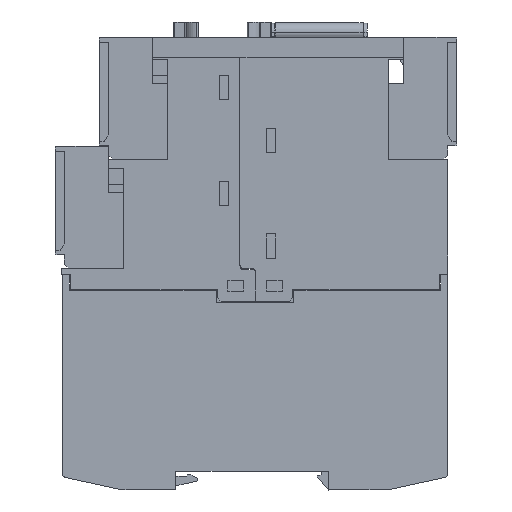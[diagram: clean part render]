
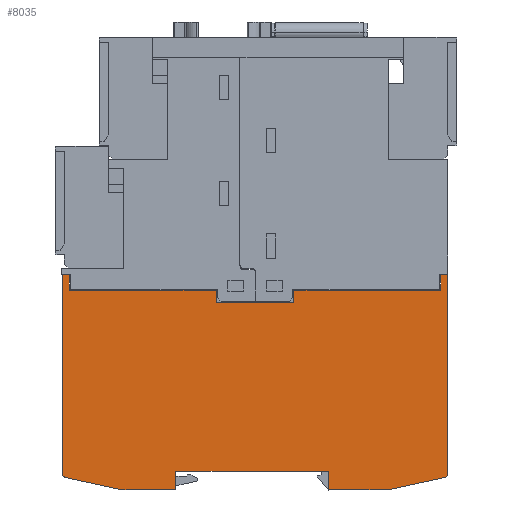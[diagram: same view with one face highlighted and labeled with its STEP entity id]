
A CAD part, left-side view. The second image highlights one B-rep face of the part: STEP entity #8035.
In plain terms, the highlighted planar face has unit normal (-1, 0, 0).
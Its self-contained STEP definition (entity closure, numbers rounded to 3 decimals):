
#8035=ADVANCED_FACE('',(#16648),#16649,.F.);
#16648=FACE_OUTER_BOUND('',#25648,.T.);
#16649=PLANE('',#25649);
#25648=EDGE_LOOP('',(#51179,#51180,#51181,#51182,#51183,#51184,#51185,#51186,#51187,#51188,#51189,#51190,#51191,#51192,#51193,#51194,#51195,#51196,#51197,#51198,#51199,#51200));
#25649=AXIS2_PLACEMENT_3D('',#51201,#51202,#51203);
#51179=ORIENTED_EDGE('',*,*,#61241,.T.);
#51180=ORIENTED_EDGE('',*,*,#64461,.T.);
#51181=ORIENTED_EDGE('',*,*,#64465,.T.);
#51182=ORIENTED_EDGE('',*,*,#64468,.T.);
#51183=ORIENTED_EDGE('',*,*,#64472,.T.);
#51184=ORIENTED_EDGE('',*,*,#64475,.T.);
#51185=ORIENTED_EDGE('',*,*,#64477,.T.);
#51186=ORIENTED_EDGE('',*,*,#64297,.T.);
#51187=ORIENTED_EDGE('',*,*,#64481,.T.);
#51188=ORIENTED_EDGE('',*,*,#64484,.T.);
#51189=ORIENTED_EDGE('',*,*,#61701,.T.);
#51190=ORIENTED_EDGE('',*,*,#64488,.T.);
#51191=ORIENTED_EDGE('',*,*,#64492,.F.);
#51192=ORIENTED_EDGE('',*,*,#64496,.T.);
#51193=ORIENTED_EDGE('',*,*,#64499,.T.);
#51194=ORIENTED_EDGE('',*,*,#64502,.T.);
#51195=ORIENTED_EDGE('',*,*,#64351,.T.);
#51196=ORIENTED_EDGE('',*,*,#64403,.T.);
#51197=ORIENTED_EDGE('',*,*,#64509,.T.);
#51198=ORIENTED_EDGE('',*,*,#64513,.T.);
#51199=ORIENTED_EDGE('',*,*,#64517,.F.);
#51200=ORIENTED_EDGE('',*,*,#64520,.T.);
#51201=CARTESIAN_POINT('',(0.1,53.472,28.736));
#51202=DIRECTION('',(1.0,0.0,0.0));
#51203=DIRECTION('',(0.0,0.0,-1.0));
#61241=EDGE_CURVE('',#75556,#75554,#75557,.T.);
#61701=EDGE_CURVE('',#76285,#76282,#76286,.T.);
#64297=EDGE_CURVE('',#80059,#80057,#80060,.T.);
#64351=EDGE_CURVE('',#80117,#80139,#80141,.T.);
#64403=EDGE_CURVE('',#80139,#80213,#80215,.T.);
#64461=EDGE_CURVE('',#75554,#80297,#80299,.T.);
#64465=EDGE_CURVE('',#80297,#80303,#80305,.T.);
#64468=EDGE_CURVE('',#80303,#80307,#80309,.T.);
#64472=EDGE_CURVE('',#80307,#80312,#80314,.T.);
#64475=EDGE_CURVE('',#80312,#80316,#80318,.T.);
#64477=EDGE_CURVE('',#80316,#80059,#80320,.T.);
#64481=EDGE_CURVE('',#80057,#80324,#80326,.T.);
#64484=EDGE_CURVE('',#80324,#76285,#80329,.T.);
#64488=EDGE_CURVE('',#76282,#80333,#80335,.T.);
#64492=EDGE_CURVE('',#80339,#80333,#80341,.T.);
#64496=EDGE_CURVE('',#80339,#80345,#80347,.T.);
#64499=EDGE_CURVE('',#80345,#80349,#80351,.T.);
#64502=EDGE_CURVE('',#80349,#80117,#80354,.T.);
#64509=EDGE_CURVE('',#80213,#80362,#80364,.T.);
#64513=EDGE_CURVE('',#80362,#80368,#80370,.T.);
#64517=EDGE_CURVE('',#80374,#80368,#80376,.T.);
#64520=EDGE_CURVE('',#80374,#75556,#80379,.T.);
#75554=VERTEX_POINT('',#96173);
#75556=VERTEX_POINT('',#96176);
#75557=LINE('',#96177,#96178);
#76282=VERTEX_POINT('',#97253);
#76285=VERTEX_POINT('',#97257);
#76286=LINE('',#97258,#97259);
#80057=VERTEX_POINT('',#102747);
#80059=VERTEX_POINT('',#102750);
#80060=LINE('',#102751,#102752);
#80117=VERTEX_POINT('',#102831);
#80139=VERTEX_POINT('',#102864);
#80141=LINE('',#102867,#102868);
#80213=VERTEX_POINT('',#102975);
#80215=LINE('',#102978,#102979);
#80297=VERTEX_POINT('',#103100);
#80299=LINE('',#103103,#103104);
#80303=VERTEX_POINT('',#103109);
#80305=LINE('',#103112,#103113);
#80307=VERTEX_POINT('',#103115);
#80309=LINE('',#103118,#103119);
#80312=VERTEX_POINT('',#103123);
#80314=LINE('',#103126,#103127);
#80316=VERTEX_POINT('',#103129);
#80318=LINE('',#103132,#103133);
#80320=LINE('',#103135,#103136);
#80324=VERTEX_POINT('',#103141);
#80326=LINE('',#103144,#103145);
#80329=LINE('',#103149,#103150);
#80333=VERTEX_POINT('',#103155);
#80335=LINE('',#103158,#103159);
#80339=VERTEX_POINT('',#103163);
#80341=CIRCLE('',#103166,0.8);
#80345=VERTEX_POINT('',#103171);
#80347=LINE('',#103174,#103175);
#80349=VERTEX_POINT('',#103177);
#80351=LINE('',#103180,#103181);
#80354=LINE('',#103185,#103186);
#80362=VERTEX_POINT('',#103197);
#80364=LINE('',#103200,#103201);
#80368=VERTEX_POINT('',#103206);
#80370=LINE('',#103209,#103210);
#80374=VERTEX_POINT('',#103214);
#80376=CIRCLE('',#103217,0.8);
#80379=LINE('',#103221,#103222);
#96173=CARTESIAN_POINT('',(0.1,3.85,57.2));
#96176=CARTESIAN_POINT('',(0.1,2.45,57.2));
#96177=CARTESIAN_POINT('',(0.1,2.45,57.2));
#96178=VECTOR('',#112633,1.0);
#97253=CARTESIAN_POINT('',(0.1,104.45,57.2));
#97257=CARTESIAN_POINT('',(0.1,103.05,57.2));
#97258=CARTESIAN_POINT('',(0.1,103.05,57.2));
#97259=VECTOR('',#113027,1.0);
#102747=CARTESIAN_POINT('',(0.1,102.65,52.9));
#102750=CARTESIAN_POINT('',(0.1,63.75,52.9));
#102751=CARTESIAN_POINT('',(0.1,63.75,52.9));
#102752=VECTOR('',#115184,1.0);
#102831=CARTESIAN_POINT('',(0.1,74.45,5.));
#102864=CARTESIAN_POINT('',(0.1,33.95,5.));
#102867=CARTESIAN_POINT('',(0.1,74.45,5.));
#102868=VECTOR('',#115237,1.0);
#102975=CARTESIAN_POINT('',(0.1,33.95,0.));
#102978=CARTESIAN_POINT('',(0.1,33.95,5.));
#102979=VECTOR('',#115274,1.0);
#103100=CARTESIAN_POINT('',(0.1,4.25,56.8));
#103103=CARTESIAN_POINT('',(0.1,3.85,57.2));
#103104=VECTOR('',#115315,1.0);
#103109=CARTESIAN_POINT('',(0.1,4.25,52.9));
#103112=CARTESIAN_POINT('',(0.1,4.25,56.8));
#103113=VECTOR('',#115318,1.0);
#103115=CARTESIAN_POINT('',(0.1,43.15,52.9));
#103118=CARTESIAN_POINT('',(0.1,4.25,52.9));
#103119=VECTOR('',#115320,1.0);
#103123=CARTESIAN_POINT('',(0.1,43.15,49.7));
#103126=CARTESIAN_POINT('',(0.1,43.15,52.9));
#103127=VECTOR('',#115323,1.0);
#103129=CARTESIAN_POINT('',(0.1,63.75,49.7));
#103132=CARTESIAN_POINT('',(0.1,43.15,49.7));
#103133=VECTOR('',#115325,1.0);
#103135=CARTESIAN_POINT('',(0.1,63.75,49.7));
#103136=VECTOR('',#115326,1.0);
#103141=CARTESIAN_POINT('',(0.1,102.65,56.8));
#103144=CARTESIAN_POINT('',(0.1,102.65,52.9));
#103145=VECTOR('',#115329,1.0);
#103149=CARTESIAN_POINT('',(0.1,102.65,56.8));
#103150=VECTOR('',#115331,1.0);
#103155=CARTESIAN_POINT('',(0.1,104.45,4.144));
#103158=CARTESIAN_POINT('',(0.1,104.45,57.2));
#103159=VECTOR('',#115334,1.0);
#103163=CARTESIAN_POINT('',(0.1,103.821,3.362));
#103166=AXIS2_PLACEMENT_3D('',#115339,#115340,#115341);
#103171=CARTESIAN_POINT('',(0.1,88.45,0.));
#103174=CARTESIAN_POINT('',(0.1,103.821,3.362));
#103175=VECTOR('',#115344,1.0);
#103177=CARTESIAN_POINT('',(0.1,74.45,0.));
#103180=CARTESIAN_POINT('',(0.1,88.45,0.));
#103181=VECTOR('',#115346,1.0);
#103185=CARTESIAN_POINT('',(0.1,74.45,0.));
#103186=VECTOR('',#115348,1.0);
#103197=CARTESIAN_POINT('',(0.1,18.45,0.));
#103200=CARTESIAN_POINT('',(0.1,33.95,0.));
#103201=VECTOR('',#115353,1.0);
#103206=CARTESIAN_POINT('',(0.1,3.079,3.362));
#103209=CARTESIAN_POINT('',(0.1,18.45,0.));
#103210=VECTOR('',#115356,1.0);
#103214=CARTESIAN_POINT('',(0.1,2.45,4.144));
#103217=AXIS2_PLACEMENT_3D('',#115361,#115362,#115363);
#103221=CARTESIAN_POINT('',(0.1,2.45,4.144));
#103222=VECTOR('',#115365,1.0);
#112633=DIRECTION('',(0.0,1.0,0.0));
#113027=DIRECTION('',(0.0,1.0,0.0));
#115184=DIRECTION('',(0.0,1.0,0.0));
#115237=DIRECTION('',(0.0,-1.0,0.0));
#115274=DIRECTION('',(0.0,0.0,-1.0));
#115315=DIRECTION('',(0.0,0.707,-0.707));
#115318=DIRECTION('',(0.0,0.0,-1.0));
#115320=DIRECTION('',(0.0,1.0,0.0));
#115323=DIRECTION('',(0.0,0.0,-1.0));
#115325=DIRECTION('',(0.0,1.0,0.0));
#115326=DIRECTION('',(0.0,0.0,1.0));
#115329=DIRECTION('',(0.0,0.0,1.0));
#115331=DIRECTION('',(0.0,0.707,0.707));
#115334=DIRECTION('',(0.0,0.0,-1.0));
#115339=CARTESIAN_POINT('',(0.1,103.65,4.144));
#115340=DIRECTION('',(1.0,0.0,0.0));
#115341=DIRECTION('',(0.0,0.214,-0.977));
#115344=DIRECTION('',(0.0,-0.977,-0.214));
#115346=DIRECTION('',(0.0,-1.0,0.0));
#115348=DIRECTION('',(0.0,0.0,1.0));
#115353=DIRECTION('',(0.0,-1.0,0.0));
#115356=DIRECTION('',(0.0,-0.977,0.214));
#115361=CARTESIAN_POINT('',(0.1,3.25,4.144));
#115362=DIRECTION('',(1.0,0.0,0.0));
#115363=DIRECTION('',(0.0,-1.0,0.));
#115365=DIRECTION('',(0.0,0.0,1.0));
